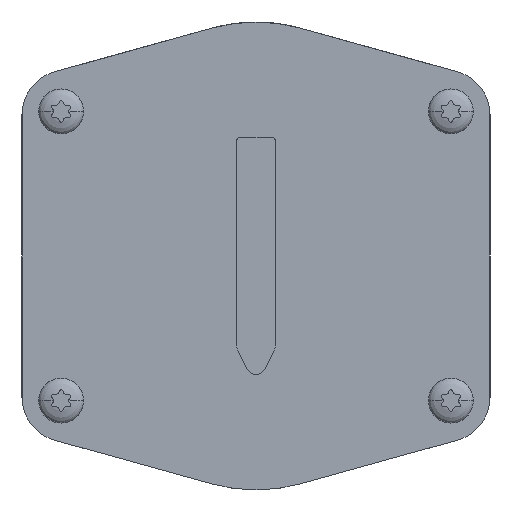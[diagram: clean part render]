
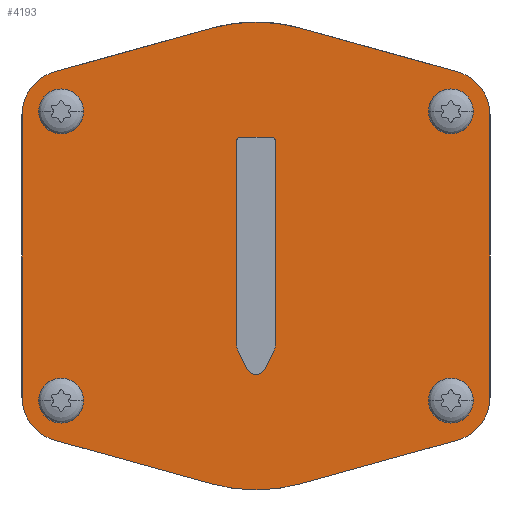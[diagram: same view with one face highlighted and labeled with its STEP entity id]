
A CAD part, front view. The second image highlights one B-rep face of the part: STEP entity #4193.
In plain terms, the highlighted planar face has unit normal (0, -1, 0).
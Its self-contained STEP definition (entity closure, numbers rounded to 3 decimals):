
#3666=DIRECTION('',(0.,0.,1.));
#3667=VECTOR('',#3666,44.009);
#3668=CARTESIAN_POINT('',(4.472,1.1,-24.58));
#3669=LINE('',#3668,#3667);
#3680=CARTESIAN_POINT('',(-61.528,1.1,19.429));
#3681=DIRECTION('',(0.,1.,0.));
#3682=DIRECTION('',(-1.,0.,0.));
#3683=AXIS2_PLACEMENT_3D('',#3680,#3681,#3682);
#3688=DIRECTION('',(0.964,0.,0.267));
#3689=VECTOR('',#3688,25.552);
#3690=CARTESIAN_POINT('',(-63.399,1.1,26.175));
#3691=LINE('',#3690,#3689);
#3695=CARTESIAN_POINT('',(-32.028,1.1,8.671));
#3696=DIRECTION('',(0.,1.,0.));
#3697=DIRECTION('',(-0.267,0.,0.964));
#3698=AXIS2_PLACEMENT_3D('',#3695,#3696,#3697);
#3703=DIRECTION('',(0.964,0.,-0.267));
#3704=VECTOR('',#3703,25.552);
#3705=CARTESIAN_POINT('',(-25.281,1.1,33.003));
#3706=LINE('',#3705,#3704);
#3710=CARTESIAN_POINT('',(-2.528,1.1,19.429));
#3711=DIRECTION('',(0.,1.,0.));
#3712=DIRECTION('',(0.267,0.,0.964));
#3713=AXIS2_PLACEMENT_3D('',#3710,#3711,#3712);
#3718=CARTESIAN_POINT('',(-2.528,1.1,-24.58));
#3719=DIRECTION('',(0.,1.,0.));
#3720=DIRECTION('',(1.,0.,0.));
#3721=AXIS2_PLACEMENT_3D('',#3718,#3719,#3720);
#3726=DIRECTION('',(-0.964,0.,-0.267));
#3727=VECTOR('',#3726,25.552);
#3728=CARTESIAN_POINT('',(-0.658,1.1,-31.325));
#3729=LINE('',#3728,#3727);
#3733=CARTESIAN_POINT('',(-32.028,1.1,-13.822));
#3734=DIRECTION('',(0.,1.,0.));
#3735=DIRECTION('',(0.267,0.,-0.964));
#3736=AXIS2_PLACEMENT_3D('',#3733,#3734,#3735);
#3741=DIRECTION('',(-0.964,0.,0.267));
#3742=VECTOR('',#3741,25.552);
#3743=CARTESIAN_POINT('',(-38.776,1.1,-38.153));
#3744=LINE('',#3743,#3742);
#3748=CARTESIAN_POINT('',(-61.528,1.1,-24.58));
#3749=DIRECTION('',(0.,1.,0.));
#3750=DIRECTION('',(-0.267,0.,-0.964));
#3751=AXIS2_PLACEMENT_3D('',#3748,#3749,#3750);
#3756=CARTESIAN_POINT('',(-62.428,1.1,19.979));
#3757=DIRECTION('',(0.,-1.,0.));
#3758=DIRECTION('',(-1.,0.,0.));
#3759=AXIS2_PLACEMENT_3D('',#3756,#3757,#3758);
#3764=CARTESIAN_POINT('',(-62.428,1.1,19.979));
#3765=DIRECTION('',(0.,-1.,0.));
#3766=DIRECTION('',(1.,0.,0.));
#3767=AXIS2_PLACEMENT_3D('',#3764,#3765,#3766);
#3772=CARTESIAN_POINT('',(-1.628,1.1,-25.13));
#3773=DIRECTION('',(0.,-1.,0.));
#3774=DIRECTION('',(1.,0.,0.));
#3775=AXIS2_PLACEMENT_3D('',#3772,#3773,#3774);
#3780=CARTESIAN_POINT('',(-1.628,1.1,-25.13));
#3781=DIRECTION('',(0.,-1.,0.));
#3782=DIRECTION('',(-1.,0.,0.));
#3783=AXIS2_PLACEMENT_3D('',#3780,#3781,#3782);
#3788=CARTESIAN_POINT('',(-62.428,1.1,-25.13));
#3789=DIRECTION('',(0.,-1.,0.));
#3790=DIRECTION('',(1.,0.,0.));
#3791=AXIS2_PLACEMENT_3D('',#3788,#3789,#3790);
#3796=CARTESIAN_POINT('',(-62.428,1.1,-25.13));
#3797=DIRECTION('',(0.,-1.,0.));
#3798=DIRECTION('',(-1.,0.,0.));
#3799=AXIS2_PLACEMENT_3D('',#3796,#3797,#3798);
#3804=CARTESIAN_POINT('',(-1.628,1.1,19.979));
#3805=DIRECTION('',(0.,-1.,0.));
#3806=DIRECTION('',(-1.,0.,0.));
#3807=AXIS2_PLACEMENT_3D('',#3804,#3805,#3806);
#3812=CARTESIAN_POINT('',(-1.628,1.1,19.979));
#3813=DIRECTION('',(0.,-1.,0.));
#3814=DIRECTION('',(1.,0.,0.));
#3815=AXIS2_PLACEMENT_3D('',#3812,#3813,#3814);
#3827=DIRECTION('',(0.,0.,-1.));
#3828=VECTOR('',#3827,44.009);
#3829=CARTESIAN_POINT('',(-68.528,1.1,19.429));
#3830=LINE('',#3829,#3828);
#4014=CARTESIAN_POINT('',(4.472,1.1,-24.58));
#4015=CARTESIAN_POINT('',(4.472,1.1,19.429));
#4016=VERTEX_POINT('',#4014);
#4017=VERTEX_POINT('',#4015);
#4018=CARTESIAN_POINT('',(-68.528,1.1,19.429));
#4019=CARTESIAN_POINT('',(-68.528,1.1,-24.58));
#4020=VERTEX_POINT('',#4018);
#4021=VERTEX_POINT('',#4019);
#4022=CARTESIAN_POINT('',(-63.399,1.1,26.175));
#4023=VERTEX_POINT('',#4022);
#4024=CARTESIAN_POINT('',(-38.776,1.1,33.003));
#4025=VERTEX_POINT('',#4024);
#4026=CARTESIAN_POINT('',(-25.281,1.1,33.003));
#4027=VERTEX_POINT('',#4026);
#4028=CARTESIAN_POINT('',(-0.658,1.1,26.175));
#4029=VERTEX_POINT('',#4028);
#4030=CARTESIAN_POINT('',(-0.658,1.1,-31.325));
#4031=VERTEX_POINT('',#4030);
#4032=CARTESIAN_POINT('',(-25.281,1.1,-38.153));
#4033=VERTEX_POINT('',#4032);
#4034=CARTESIAN_POINT('',(-38.776,1.1,-38.153));
#4035=VERTEX_POINT('',#4034);
#4036=CARTESIAN_POINT('',(-63.399,1.1,-31.325));
#4037=VERTEX_POINT('',#4036);
#4038=CARTESIAN_POINT('',(-64.828,1.1,19.979));
#4039=CARTESIAN_POINT('',(-60.028,1.1,19.979));
#4040=VERTEX_POINT('',#4038);
#4041=VERTEX_POINT('',#4039);
#4042=CARTESIAN_POINT('',(0.772,1.1,-25.13));
#4043=CARTESIAN_POINT('',(-4.028,1.1,-25.13));
#4044=VERTEX_POINT('',#4042);
#4045=VERTEX_POINT('',#4043);
#4046=CARTESIAN_POINT('',(-60.028,1.1,-25.13));
#4047=CARTESIAN_POINT('',(-64.828,1.1,-25.13));
#4048=VERTEX_POINT('',#4046);
#4049=VERTEX_POINT('',#4047);
#4050=CARTESIAN_POINT('',(-4.028,1.1,19.979));
#4051=CARTESIAN_POINT('',(0.772,1.1,19.979));
#4052=VERTEX_POINT('',#4050);
#4053=VERTEX_POINT('',#4051);
#4139=CARTESIAN_POINT('',(0.,1.1,0.));
#4140=DIRECTION('',(0.,1.,0.));
#4141=DIRECTION('',(-1.,0.,0.));
#4142=AXIS2_PLACEMENT_3D('',#4139,#4140,#4141);
#4143=PLANE('',#4142);
#4145=ORIENTED_EDGE('',*,*,#4144,.F.);
#4147=ORIENTED_EDGE('',*,*,#4146,.T.);
#4149=ORIENTED_EDGE('',*,*,#4148,.T.);
#4151=ORIENTED_EDGE('',*,*,#4150,.T.);
#4153=ORIENTED_EDGE('',*,*,#4152,.T.);
#4155=ORIENTED_EDGE('',*,*,#4154,.T.);
#4156=ORIENTED_EDGE('',*,*,#4122,.F.);
#4158=ORIENTED_EDGE('',*,*,#4157,.T.);
#4160=ORIENTED_EDGE('',*,*,#4159,.T.);
#4162=ORIENTED_EDGE('',*,*,#4161,.T.);
#4164=ORIENTED_EDGE('',*,*,#4163,.T.);
#4166=ORIENTED_EDGE('',*,*,#4165,.T.);
#4167=EDGE_LOOP('',(#4145,#4147,#4149,#4151,#4153,#4155,#4156,#4158,#4160,#4162,
#4164,#4166));
#4168=FACE_OUTER_BOUND('',#4167,.F.);
#4170=ORIENTED_EDGE('',*,*,#4169,.T.);
#4172=ORIENTED_EDGE('',*,*,#4171,.T.);
#4173=EDGE_LOOP('',(#4170,#4172));
#4174=FACE_BOUND('',#4173,.F.);
#4176=ORIENTED_EDGE('',*,*,#4175,.T.);
#4178=ORIENTED_EDGE('',*,*,#4177,.T.);
#4179=EDGE_LOOP('',(#4176,#4178));
#4180=FACE_BOUND('',#4179,.F.);
#4182=ORIENTED_EDGE('',*,*,#4181,.T.);
#4184=ORIENTED_EDGE('',*,*,#4183,.T.);
#4185=EDGE_LOOP('',(#4182,#4184));
#4186=FACE_BOUND('',#4185,.F.);
#4188=ORIENTED_EDGE('',*,*,#4187,.T.);
#4190=ORIENTED_EDGE('',*,*,#4189,.T.);
#4191=EDGE_LOOP('',(#4188,#4190));
#4192=FACE_BOUND('',#4191,.F.);
#3684=CIRCLE('',#3683,7.);
#3699=CIRCLE('',#3698,25.25);
#3714=CIRCLE('',#3713,7.);
#3722=CIRCLE('',#3721,7.);
#3737=CIRCLE('',#3736,25.25);
#3752=CIRCLE('',#3751,7.);
#3760=CIRCLE('',#3759,2.4);
#3768=CIRCLE('',#3767,2.4);
#3776=CIRCLE('',#3775,2.4);
#3784=CIRCLE('',#3783,2.4);
#3792=CIRCLE('',#3791,2.4);
#3800=CIRCLE('',#3799,2.4);
#3808=CIRCLE('',#3807,2.4);
#3816=CIRCLE('',#3815,2.4);
#4122=EDGE_CURVE('',#4016,#4017,#3669,.T.);
#4144=EDGE_CURVE('',#4020,#4021,#3830,.T.);
#4146=EDGE_CURVE('',#4020,#4023,#3684,.T.);
#4148=EDGE_CURVE('',#4023,#4025,#3691,.T.);
#4150=EDGE_CURVE('',#4025,#4027,#3699,.T.);
#4152=EDGE_CURVE('',#4027,#4029,#3706,.T.);
#4154=EDGE_CURVE('',#4029,#4017,#3714,.T.);
#4157=EDGE_CURVE('',#4016,#4031,#3722,.T.);
#4159=EDGE_CURVE('',#4031,#4033,#3729,.T.);
#4161=EDGE_CURVE('',#4033,#4035,#3737,.T.);
#4163=EDGE_CURVE('',#4035,#4037,#3744,.T.);
#4165=EDGE_CURVE('',#4037,#4021,#3752,.T.);
#4169=EDGE_CURVE('',#4040,#4041,#3760,.T.);
#4171=EDGE_CURVE('',#4041,#4040,#3768,.T.);
#4175=EDGE_CURVE('',#4044,#4045,#3776,.T.);
#4177=EDGE_CURVE('',#4045,#4044,#3784,.T.);
#4181=EDGE_CURVE('',#4048,#4049,#3792,.T.);
#4183=EDGE_CURVE('',#4049,#4048,#3800,.T.);
#4187=EDGE_CURVE('',#4052,#4053,#3808,.T.);
#4189=EDGE_CURVE('',#4053,#4052,#3816,.T.);
#4193=ADVANCED_FACE('',(#4168,#4174,#4180,#4186,#4192),#4143,.F.);
